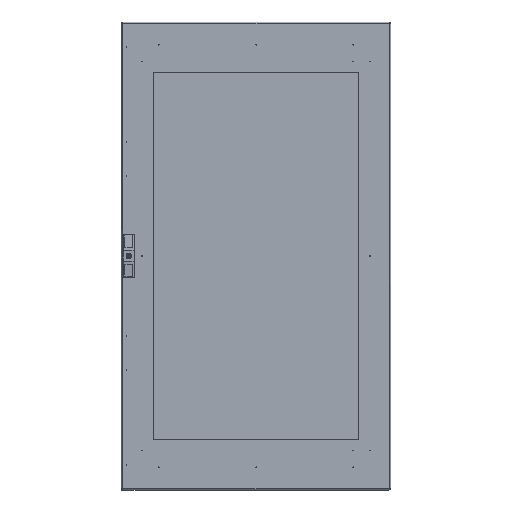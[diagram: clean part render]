
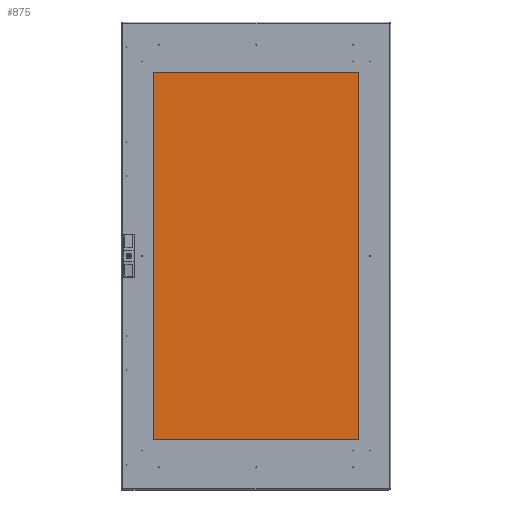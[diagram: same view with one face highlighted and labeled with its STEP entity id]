
A CAD part, top view. The second image highlights one B-rep face of the part: STEP entity #875.
In plain terms, the highlighted planar face has unit normal (0, 0, 1).
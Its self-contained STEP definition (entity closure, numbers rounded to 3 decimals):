
#457 = DIRECTION ( 'NONE',  ( -1., 0., 0. ) ) ;
#488 = DIRECTION ( 'NONE',  ( 1., 0., 0. ) ) ;
#663 = ORIENTED_EDGE ( 'NONE', *, *, #27678, .T. ) ;
#875 = ADVANCED_FACE ( 'NONE', ( #30598 ), #22065, .T. ) ;
#1860 = ORIENTED_EDGE ( 'NONE', *, *, #38574, .T. ) ;
#2019 = ORIENTED_EDGE ( 'NONE', *, *, #24883, .T. ) ;
#2596 = DIRECTION ( 'NONE',  ( 1., 0., 0. ) ) ;
#4266 = CARTESIAN_POINT ( 'NONE',  ( 0., 0., 4. ) ) ;
#6760 = VERTEX_POINT ( 'NONE', #33465 ) ;
#9637 = VECTOR ( 'NONE', #16206, 1000. ) ;
#10064 = DIRECTION ( 'NONE',  ( 0., -1., 0. ) ) ;
#11733 = LINE ( 'NONE', #35095, #38834 ) ;
#14786 = DIRECTION ( 'NONE',  ( 0., 0., 1. ) ) ;
#16206 = DIRECTION ( 'NONE',  ( 0., 1., 0. ) ) ;
#17075 = CARTESIAN_POINT ( 'NONE',  ( 324.5, -565., 4. ) ) ;
#17308 = VECTOR ( 'NONE', #2596, 1000. ) ;
#18299 = VERTEX_POINT ( 'NONE', #27457 ) ;
#20600 = ORIENTED_EDGE ( 'NONE', *, *, #42378, .T. ) ;
#21470 = LINE ( 'NONE', #44600, #9637 ) ;
#22065 = PLANE ( 'NONE',  #46248 ) ;
#24883 = EDGE_CURVE ( 'NONE', #6760, #18299, #46091, .T. ) ;
#27457 = CARTESIAN_POINT ( 'NONE',  ( 323.5, -565., 4. ) ) ;
#27678 = EDGE_CURVE ( 'NONE', #42249, #6760, #11733, .T. ) ;
#28579 = VECTOR ( 'NONE', #457, 1000. ) ;
#30598 = FACE_OUTER_BOUND ( 'NONE', #42655, .T. ) ;
#31636 = CARTESIAN_POINT ( 'NONE',  ( -323.5, 565., 4. ) ) ;
#32500 = LINE ( 'NONE', #35919, #28579 ) ;
#33231 = VERTEX_POINT ( 'NONE', #43165 ) ;
#33465 = CARTESIAN_POINT ( 'NONE',  ( -323.5, -565., 4. ) ) ;
#35095 = CARTESIAN_POINT ( 'NONE',  ( -323.5, -566., 4. ) ) ;
#35919 = CARTESIAN_POINT ( 'NONE',  ( -324.5, 565., 4. ) ) ;
#38574 = EDGE_CURVE ( 'NONE', #18299, #33231, #21470, .T. ) ;
#38834 = VECTOR ( 'NONE', #10064, 1000. ) ;
#42249 = VERTEX_POINT ( 'NONE', #31636 ) ;
#42378 = EDGE_CURVE ( 'NONE', #33231, #42249, #32500, .T. ) ;
#42655 = EDGE_LOOP ( 'NONE', ( #2019, #1860, #20600, #663 ) ) ;
#43165 = CARTESIAN_POINT ( 'NONE',  ( 323.5, 565., 4. ) ) ;
#44600 = CARTESIAN_POINT ( 'NONE',  ( 323.5, 566., 4. ) ) ;
#46091 = LINE ( 'NONE', #17075, #17308 ) ;
#46248 = AXIS2_PLACEMENT_3D ( 'NONE', #4266, #14786, #488 ) ;
